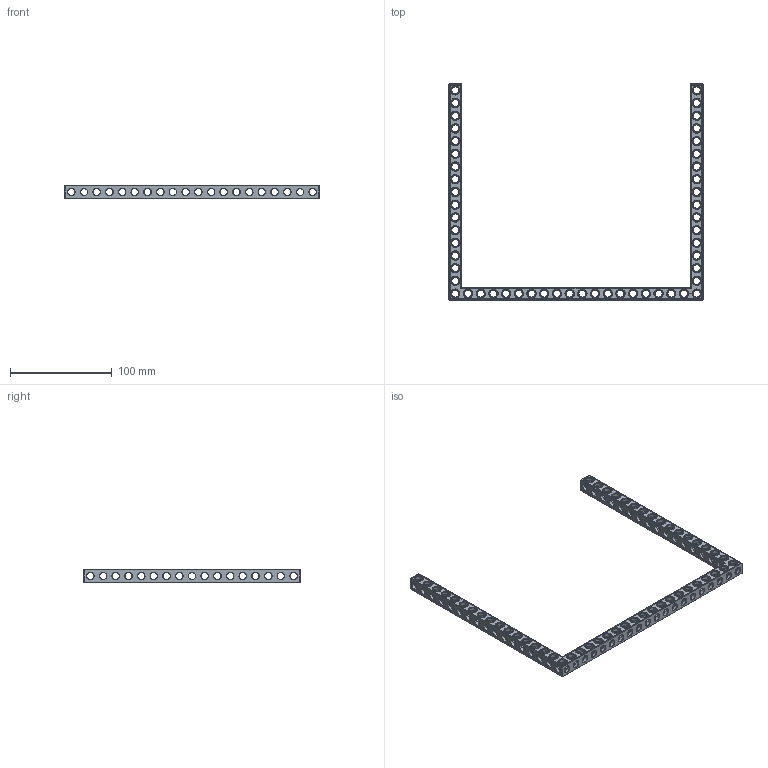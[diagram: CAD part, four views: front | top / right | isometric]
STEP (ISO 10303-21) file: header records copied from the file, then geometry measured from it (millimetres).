
FILE_DESCRIPTION(('FreeCAD Model'),'2;1');
FILE_NAME('Open CASCADE Shape Model','2022-03-09T23:20:08',('Author'),( ''),'Open CASCADE STEP processor 7.5','FreeCAD','Unknown');
FILE_SCHEMA(('AUTOMOTIVE_DESIGN { 1 0 10303 214 1 1 1 1 }'));
Products named in the file (1): Beam AGD ESS USH SYM BU20x17x01 - SPN-BEM-0647 (stemfie.org)
Bounding box: 250 x 212.5 x 12.5 mm (x, y, z)
Volume: 50808.1 mm3; surface area: 45292.8 mm2
Topology: 1 solids, 1 shells, 1089 faces, 3396 edges, 2187 vertices
Faces by surface type: plane 432, cylinder 313, cone 210, extrusion 134
Full cylindrical faces by diameter (mm): 6.98 x36, 7 x225, 9.2 x52
Entity records: 253460 total; most frequent: CARTESIAN_POINT 190272, DIRECTION 10368, ORIENTED_EDGE 6792, PCURVE 6792, DEFINITIONAL_REPRESENTATION 6792, VECTOR 5984, LINE 5850, EDGE_CURVE 3396
